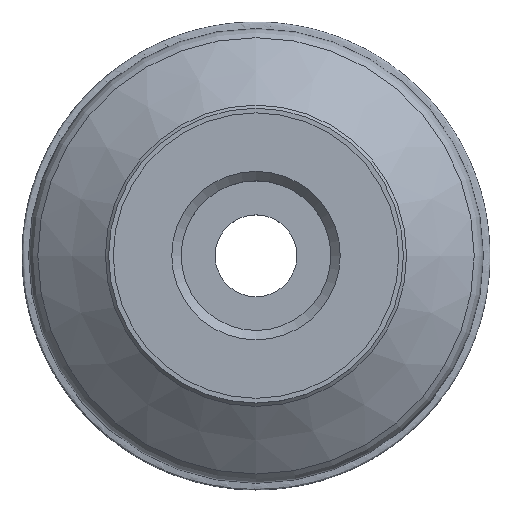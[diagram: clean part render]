
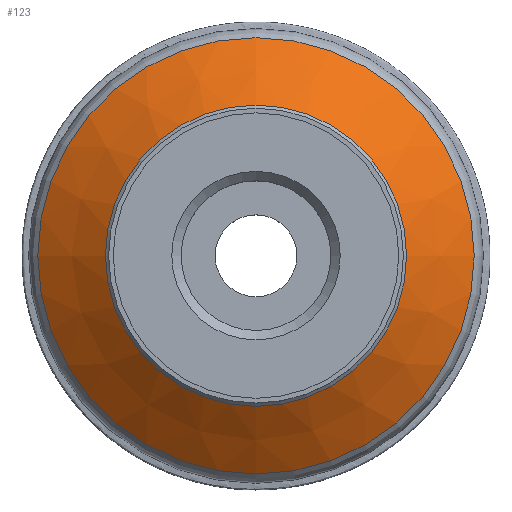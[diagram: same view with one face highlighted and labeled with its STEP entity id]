
A CAD part, top view. The second image highlights one B-rep face of the part: STEP entity #123.
In plain terms, the highlighted conical face has half-angle 52.716 degrees and reference radius 31 mm.
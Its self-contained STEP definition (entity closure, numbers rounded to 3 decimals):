
#123=ADVANCED_FACE('TB_IB_SU3',(#157,#158),#148,.T.);
#148=CONICAL_SURFACE('',#521,31.,52.716);
#157=FACE_BOUND('',#208,.T.);
#158=FACE_BOUND('',#209,.T.);
#208=EDGE_LOOP('',(#258));
#209=EDGE_LOOP('',(#259));
#258=ORIENTED_EDGE('',*,*,#334,.T.);
#259=ORIENTED_EDGE('',*,*,#335,.T.);
#308=VERTEX_POINT('',#737);
#309=VERTEX_POINT('',#739);
#334=EDGE_CURVE('',#308,#308,#359,.T.);
#335=EDGE_CURVE('',#309,#309,#360,.T.);
#359=CIRCLE('',#519,32.183);
#360=CIRCLE('',#520,46.629);
#519=AXIS2_PLACEMENT_3D('',#736,#605,#606);
#520=AXIS2_PLACEMENT_3D('',#738,#607,#608);
#521=AXIS2_PLACEMENT_3D('',#740,#609,#610);
#605=DIRECTION('',(0.,0.,-1.));
#606=DIRECTION('',(-1.,0.,0.));
#607=DIRECTION('',(0.,0.,1.));
#608=DIRECTION('',(1.,0.,0.));
#609=DIRECTION('',(0.,0.,-1.));
#610=DIRECTION('',(-1.,0.,0.));
#736=CARTESIAN_POINT('',(0.,0.,-18.4));
#737=CARTESIAN_POINT('',(-32.183,0.,-18.4));
#738=CARTESIAN_POINT('',(0.,0.,-29.399));
#739=CARTESIAN_POINT('',(46.629,0.,-29.399));
#740=CARTESIAN_POINT('',(0.,0.,-17.5));
